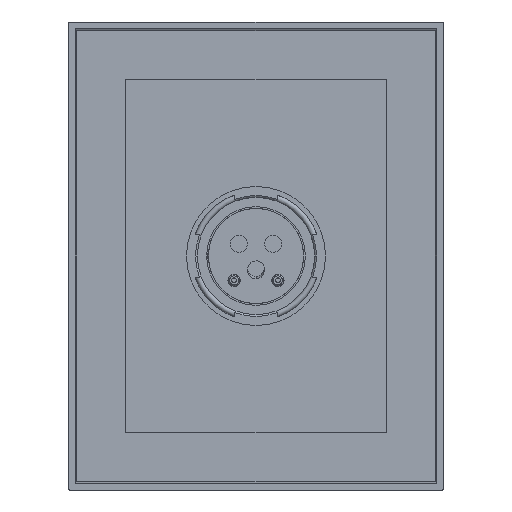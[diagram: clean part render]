
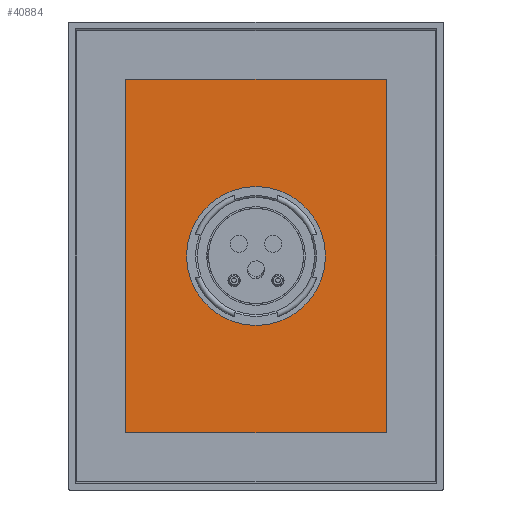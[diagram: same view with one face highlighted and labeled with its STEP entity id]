
A CAD part, front view. The second image highlights one B-rep face of the part: STEP entity #40884.
In plain terms, the highlighted planar face has unit normal (0, -1, 0).
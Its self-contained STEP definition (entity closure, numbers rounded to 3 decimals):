
#39761=DIRECTION('',(-1.,0.,0.));
#39762=VECTOR('',#39761,107.);
#39763=CARTESIAN_POINT('',(53.5,56.5,-72.5));
#39764=LINE('',#39763,#39762);
#39765=DIRECTION('',(0.,0.,1.));
#39766=VECTOR('',#39765,145.);
#39767=CARTESIAN_POINT('',(-53.5,56.5,-72.5));
#39768=LINE('',#39767,#39766);
#39769=DIRECTION('',(1.,0.,0.));
#39770=VECTOR('',#39769,107.);
#39771=CARTESIAN_POINT('',(-53.5,56.5,72.5));
#39772=LINE('',#39771,#39770);
#39773=DIRECTION('',(0.,0.,-1.));
#39774=VECTOR('',#39773,145.);
#39775=CARTESIAN_POINT('',(53.5,56.5,72.5));
#39776=LINE('',#39775,#39774);
#39777=CARTESIAN_POINT('',(0.,56.5,0.));
#39778=DIRECTION('',(0.,-1.,0.));
#39779=DIRECTION('',(1.,0.,0.));
#39780=AXIS2_PLACEMENT_3D('',#39777,#39778,#39779);
#39782=CARTESIAN_POINT('',(0.,56.5,0.));
#39783=DIRECTION('',(0.,-1.,0.));
#39784=DIRECTION('',(-1.,0.,0.));
#39785=AXIS2_PLACEMENT_3D('',#39782,#39783,#39784);
#40099=CARTESIAN_POINT('',(28.5,56.5,0.));
#40100=CARTESIAN_POINT('',(-28.5,56.5,0.));
#40101=VERTEX_POINT('',#40099);
#40102=VERTEX_POINT('',#40100);
#40235=CARTESIAN_POINT('',(53.5,56.5,-72.5));
#40236=CARTESIAN_POINT('',(-53.5,56.5,-72.5));
#40237=VERTEX_POINT('',#40235);
#40238=VERTEX_POINT('',#40236);
#40239=CARTESIAN_POINT('',(53.5,56.5,72.5));
#40240=VERTEX_POINT('',#40239);
#40241=CARTESIAN_POINT('',(-53.5,56.5,72.5));
#40242=VERTEX_POINT('',#40241);
#40864=CARTESIAN_POINT('',(0.,56.5,0.));
#40865=DIRECTION('',(0.,1.,0.));
#40866=DIRECTION('',(1.,0.,0.));
#40867=AXIS2_PLACEMENT_3D('',#40864,#40865,#40866);
#40868=PLANE('',#40867);
#40869=ORIENTED_EDGE('',*,*,#40847,.T.);
#40871=ORIENTED_EDGE('',*,*,#40870,.T.);
#40873=ORIENTED_EDGE('',*,*,#40872,.T.);
#40875=ORIENTED_EDGE('',*,*,#40874,.T.);
#40876=EDGE_LOOP('',(#40869,#40871,#40873,#40875));
#40877=FACE_OUTER_BOUND('',#40876,.F.);
#40879=ORIENTED_EDGE('',*,*,#40878,.T.);
#40881=ORIENTED_EDGE('',*,*,#40880,.T.);
#40882=EDGE_LOOP('',(#40879,#40881));
#40883=FACE_BOUND('',#40882,.F.);
#40884=ADVANCED_FACE('',(#40877,#40883),#40868,.F.);
#39781=CIRCLE('',#39780,28.5);
#39786=CIRCLE('',#39785,28.5);
#40847=EDGE_CURVE('',#40237,#40238,#39764,.T.);
#40870=EDGE_CURVE('',#40238,#40242,#39768,.T.);
#40872=EDGE_CURVE('',#40242,#40240,#39772,.T.);
#40874=EDGE_CURVE('',#40240,#40237,#39776,.T.);
#40878=EDGE_CURVE('',#40101,#40102,#39781,.T.);
#40880=EDGE_CURVE('',#40102,#40101,#39786,.T.);
